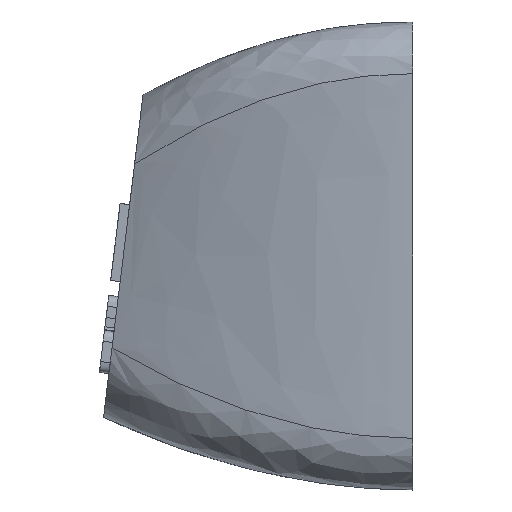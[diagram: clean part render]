
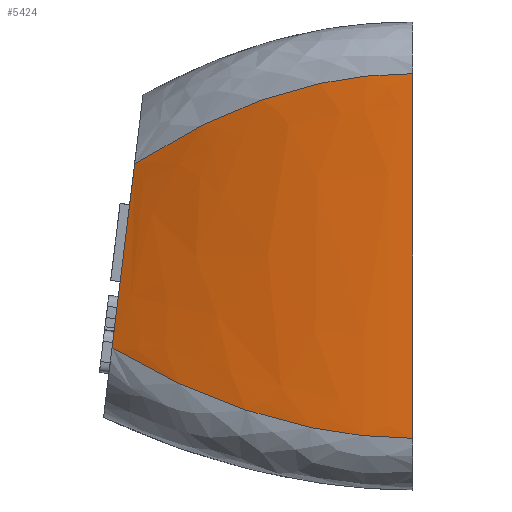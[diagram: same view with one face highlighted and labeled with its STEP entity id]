
A CAD part, left-side view. The second image highlights one B-rep face of the part: STEP entity #5424.
In plain terms, the highlighted free-form (B-spline) face has degree [3, 3] with [4, 4] control points.
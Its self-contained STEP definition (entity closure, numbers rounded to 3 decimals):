
#92=B_SPLINE_SURFACE_WITH_KNOTS('',3,3,((#8619,#8620,#8621,#8622),(#8623,
#8624,#8625,#8626),(#8627,#8628,#8629,#8630),(#8631,#8632,#8633,#8634)),
 .UNSPECIFIED.,.F.,.F.,.F.,(4,4),(4,4),(0.,1.),(0.,1.),.UNSPECIFIED.);
#277=B_SPLINE_CURVE_WITH_KNOTS('',3,(#8614,#8615,#8616,#8617),
 .UNSPECIFIED.,.F.,.F.,(4,4),(0.,1.),.UNSPECIFIED.);
#278=B_SPLINE_CURVE_WITH_KNOTS('',3,(#8638,#8639,#8640,#8641),
 .UNSPECIFIED.,.F.,.F.,(4,4),(0.,1.),.UNSPECIFIED.);
#633=FACE_OUTER_BOUND('',#928,.T.);
#928=EDGE_LOOP('',(#4334,#4335,#4336,#4337));
#1409=LINE('',#8636,#1913);
#1410=LINE('',#8642,#1914);
#1913=VECTOR('',#6334,10.);
#1914=VECTOR('',#6335,10.);
#2386=VERTEX_POINT('',#8611);
#2387=VERTEX_POINT('',#8613);
#2388=VERTEX_POINT('',#8635);
#2389=VERTEX_POINT('',#8637);
#3084=EDGE_CURVE('',#2386,#2387,#277,.T.);
#3086=EDGE_CURVE('',#2388,#2386,#1409,.T.);
#3087=EDGE_CURVE('',#2388,#2389,#278,.T.);
#3088=EDGE_CURVE('',#2389,#2387,#1410,.T.);
#4334=ORIENTED_EDGE('',*,*,#3086,.F.);
#4335=ORIENTED_EDGE('',*,*,#3087,.T.);
#4336=ORIENTED_EDGE('',*,*,#3088,.T.);
#4337=ORIENTED_EDGE('',*,*,#3084,.F.);
#5424=ADVANCED_FACE('',(#633),#92,.F.);
#6334=DIRECTION('',(0.,-0.122,0.993));
#6335=DIRECTION('',(0.,0.,1.));
#8611=CARTESIAN_POINT('',(2.7,10.752,12.606));
#8613=CARTESIAN_POINT('',(0.,0.,16.1));
#8614=CARTESIAN_POINT('Ctrl Pts',(2.7,10.752,12.606));
#8615=CARTESIAN_POINT('Ctrl Pts',(0.9,7.168,14.935));
#8616=CARTESIAN_POINT('Ctrl Pts',(0.,3.73,16.1));
#8617=CARTESIAN_POINT('Ctrl Pts',(0.,0.,16.1));
#8619=CARTESIAN_POINT('Ctrl Pts',(2.7,11.625,5.494));
#8620=CARTESIAN_POINT('Ctrl Pts',(0.9,7.75,3.165));
#8621=CARTESIAN_POINT('Ctrl Pts',(0.,3.73,
2.));
#8622=CARTESIAN_POINT('Ctrl Pts',(0.,0.,
2.));
#8623=CARTESIAN_POINT('Ctrl Pts',(2.7,11.453,6.897));
#8624=CARTESIAN_POINT('Ctrl Pts',(0.939,7.635,4.8));
#8625=CARTESIAN_POINT('Ctrl Pts',(0.,3.73,
3.047));
#8626=CARTESIAN_POINT('Ctrl Pts',(0.,0.,
3.047));
#8627=CARTESIAN_POINT('Ctrl Pts',(2.7,10.924,11.203));
#8628=CARTESIAN_POINT('Ctrl Pts',(0.939,7.283,13.3));
#8629=CARTESIAN_POINT('Ctrl Pts',(0.,3.73,
15.053));
#8630=CARTESIAN_POINT('Ctrl Pts',(0.,0.,
15.053));
#8631=CARTESIAN_POINT('Ctrl Pts',(2.7,10.752,12.606));
#8632=CARTESIAN_POINT('Ctrl Pts',(0.9,7.168,14.935));
#8633=CARTESIAN_POINT('Ctrl Pts',(0.,3.73,
16.1));
#8634=CARTESIAN_POINT('Ctrl Pts',(0.,0.,
16.1));
#8635=CARTESIAN_POINT('',(2.7,11.625,5.494));
#8636=CARTESIAN_POINT('',(2.7,10.752,12.606));
#8637=CARTESIAN_POINT('',(0.,0.,2.));
#8638=CARTESIAN_POINT('Ctrl Pts',(2.7,11.625,5.494));
#8639=CARTESIAN_POINT('Ctrl Pts',(0.9,7.75,3.165));
#8640=CARTESIAN_POINT('Ctrl Pts',(0.,3.73,
2.));
#8641=CARTESIAN_POINT('Ctrl Pts',(0.,0.,
2.));
#8642=CARTESIAN_POINT('',(0.,0.,16.1));
